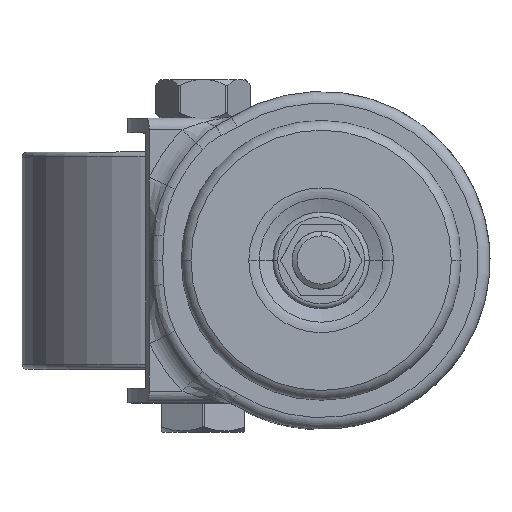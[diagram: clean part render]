
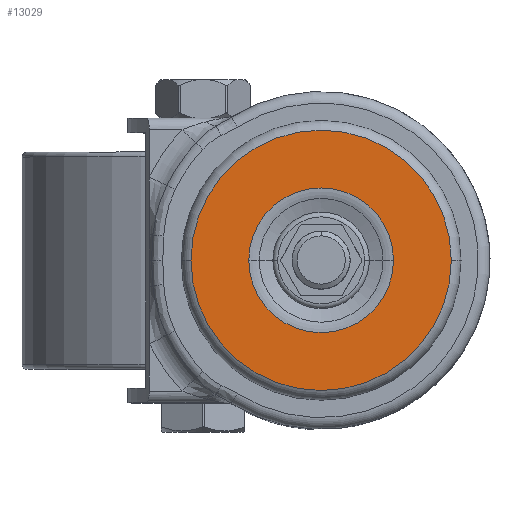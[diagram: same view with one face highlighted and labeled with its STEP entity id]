
A CAD part, top view. The second image highlights one B-rep face of the part: STEP entity #13029.
In plain terms, the highlighted face is planar.
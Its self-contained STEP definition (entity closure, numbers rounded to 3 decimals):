
#12838=CARTESIAN_POINT('',(0.,3.,0.));
#12839=DIRECTION('',(0.,-1.,0.));
#12840=DIRECTION('',(-1.,0.,0.));
#12841=AXIS2_PLACEMENT_3D('',#12838,#12839,#12840);
#12848=CARTESIAN_POINT('',(0.,3.,0.));
#12849=DIRECTION('',(0.,1.,0.));
#12850=DIRECTION('',(-1.,0.,0.));
#12851=AXIS2_PLACEMENT_3D('',#12848,#12849,#12850);
#12858=CARTESIAN_POINT('',(0.,3.,0.));
#12859=DIRECTION('',(0.,-1.,0.));
#12860=DIRECTION('',(1.,0.,0.));
#12861=AXIS2_PLACEMENT_3D('',#12858,#12859,#12860);
#12863=CARTESIAN_POINT('',(0.,3.,0.));
#12864=DIRECTION('',(0.,-1.,0.));
#12865=DIRECTION('',(-1.,0.,0.));
#12866=AXIS2_PLACEMENT_3D('',#12863,#12864,#12865);
#12946=CARTESIAN_POINT('',(-26.984,3.,0.));
#12948=VERTEX_POINT('',#12946);
#12950=CARTESIAN_POINT('',(26.984,3.,0.));
#12952=VERTEX_POINT('',#12950);
#12954=CARTESIAN_POINT('',(15.006,3.,0.));
#12955=CARTESIAN_POINT('',(-15.006,3.,0.));
#12956=VERTEX_POINT('',#12954);
#12957=VERTEX_POINT('',#12955);
#13014=CARTESIAN_POINT('',(0.,3.,0.));
#13015=DIRECTION('',(0.,-1.,0.));
#13016=DIRECTION('',(-1.,0.,0.));
#13017=AXIS2_PLACEMENT_3D('',#13014,#13015,#13016);
#13018=PLANE('',#13017);
#13019=ORIENTED_EDGE('',*,*,#13007,.F.);
#13020=ORIENTED_EDGE('',*,*,#12996,.T.);
#13021=EDGE_LOOP('',(#13019,#13020));
#13022=FACE_OUTER_BOUND('',#13021,.F.);
#13024=ORIENTED_EDGE('',*,*,#13023,.F.);
#13026=ORIENTED_EDGE('',*,*,#13025,.F.);
#13027=EDGE_LOOP('',(#13024,#13026));
#13028=FACE_BOUND('',#13027,.F.);
#12842=CIRCLE('',#12841,26.984);
#12852=CIRCLE('',#12851,26.984);
#12862=CIRCLE('',#12861,15.006);
#12867=CIRCLE('',#12866,15.006);
#12996=EDGE_CURVE('',#12948,#12952,#12842,.T.);
#13007=EDGE_CURVE('',#12948,#12952,#12852,.T.);
#13023=EDGE_CURVE('',#12956,#12957,#12862,.T.);
#13025=EDGE_CURVE('',#12957,#12956,#12867,.T.);
#13029=ADVANCED_FACE('',(#13022,#13028),#13018,.F.);
